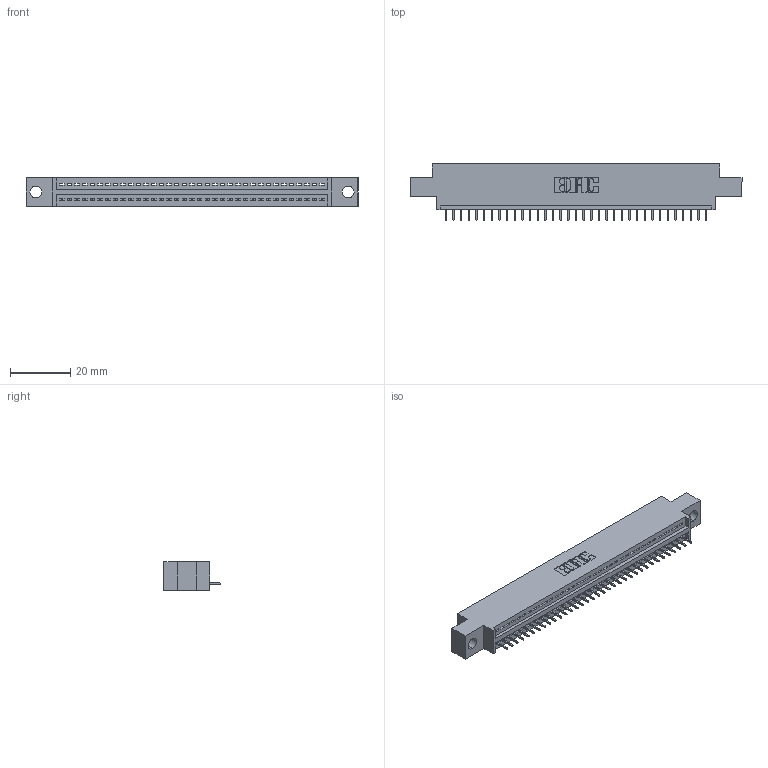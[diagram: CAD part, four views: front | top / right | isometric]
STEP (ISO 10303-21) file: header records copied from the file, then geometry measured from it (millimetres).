
FILE_DESCRIPTION (( 'STEP AP203' ), '1' );
FILE_NAME ('895-035-525-604.STEP', '2020-09-25T22:43:53', ( '' ), ( '' ), 'SwSTEP 2.0', 'SolidWorks 2020', '' );
FILE_SCHEMA (( 'CONFIG_CONTROL_DESIGN' ));
Length unit declared in the file: inch
Products named in the file (3): 345-292-001_345-293-125; 845 Part_0.170 Offset - 0.156 Dia-TH; 895-035-525-604
Assembly tree (36 placements, depth 2):
  895-035-525-604
    845 Part_0.170 Offset - 0.156 Dia-TH
    345-292-001_345-293-125  x35
Bounding box: 110.11 x 18.72 x 9.4 mm (x, y, z)
Volume: 10056.8 mm3; surface area: 12728.2 mm2
Topology: 36 solids, 36 shells, 2300 faces, 6653 edges, 4294 vertices
Faces by surface type: plane 1694, cylinder 606
Entity records: 27493 total; most frequent: CARTESIAN_POINT 4769, ORIENTED_EDGE 4738, DIRECTION 4175, EDGE_CURVE 2369, LINE 2101, VECTOR 2101, VERTEX_POINT 1574, AXIS2_PLACEMENT_3D 1037
